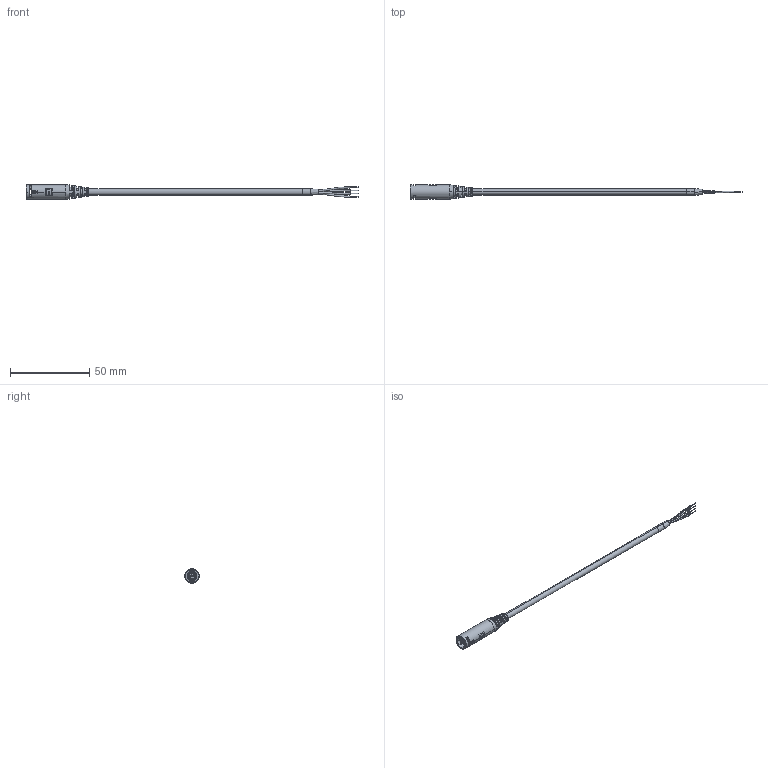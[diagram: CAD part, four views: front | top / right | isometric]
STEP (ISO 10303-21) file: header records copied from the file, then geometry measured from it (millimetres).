
FILE_DESCRIPTION (( 'STEP AP203' ), '1' );
FILE_NAME ('10-03404_revA.STEP', '2019-09-24T22:01:55', ( '' ), ( '' ), 'SwSTEP 2.0', 'SolidWorks 2015', '' );
FILE_SCHEMA (( 'CONFIG_CONTROL_DESIGN' ));
Length unit declared in the file: millimetre
Products named in the file (13): 50-00903_Insulator; 50-00903_Shell; 50-00903_Shell tab; 50-00903_Contact 3; 50-00903_Shell insulator; 50-00903_Collar; 50-00903_Contact 2; 50-00903; 50-00903_Contact 1; 10-03404_revA; 24-00266; 30-00180_s + t; 50-00903_Contact 4
Assembly tree (12 placements, depth 3):
  10-03404_revA
    30-00180_s + t
    24-00266
    50-00903
      50-00903_Insulator
      50-00903_Shell insulator
      50-00903_Collar
      50-00903_Contact 4
      50-00903_Shell
      50-00903_Contact 1
      50-00903_Contact 2
      50-00903_Contact 3
      50-00903_Shell tab
Bounding box: 209.64 x 9.4 x 9.1 mm (x, y, z)
Volume: 4014.1 mm3; surface area: 19328.2 mm2
Topology: 117 solids, 117 shells, 1271 faces, 2961 edges, 1901 vertices
Faces by surface type: cylinder 539, plane 481, bspline 186, torus 46, cone 19
Entity records: 45001 total; most frequent: CARTESIAN_POINT 15165, DIRECTION 5885, ORIENTED_EDGE 5826, EDGE_CURVE 2913, AXIS2_PLACEMENT_3D 2392, VERTEX_POINT 1901, EDGE_LOOP 1454, CIRCLE 1291
